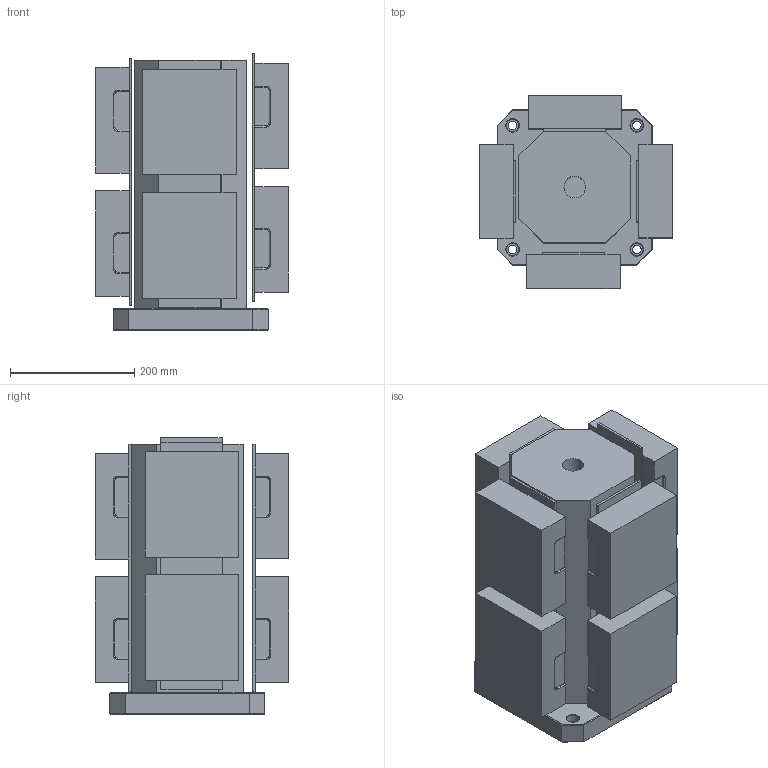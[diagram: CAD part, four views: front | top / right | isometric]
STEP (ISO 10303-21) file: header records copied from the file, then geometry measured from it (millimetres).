
FILE_DESCRIPTION (( 'STEP AP203' ), '1' );
FILE_NAME ('10401.STEP', '2025-03-15T09:13:10', ( '微软用户' ), ( '微软中国' ), 'SwSTEP 2.0', 'SolidWorks 2016', '' );
FILE_SCHEMA (( 'CONFIG_CONTROL_DESIGN' ));
Length unit declared in the file: millimetre
Products named in the file (7): 2_3; Assem3_4; 17_3; 4_3; 10401; 3_3; Assem2_4
Assembly tree (10 placements, depth 4):
  10401
    4_3
    17_3
    Assem2_4  x4
      3_3
      Assem3_4
        2_3
Bounding box: 310.5 x 311.3 x 445.19 mm (x, y, z)
Volume: 24877437.2 mm3; surface area: 1507291.4 mm2
Topology: 14 solids, 14 shells, 414 faces, 1016 edges, 634 vertices
Faces by surface type: plane 212, cylinder 122, cone 48, bspline 32
Entity records: 5949 total; most frequent: DIRECTION 934, CARTESIAN_POINT 927, ORIENTED_EDGE 820, EDGE_CURVE 410, AXIS2_PLACEMENT_3D 341, VERTEX_POINT 254, VECTOR 252, LINE 252
